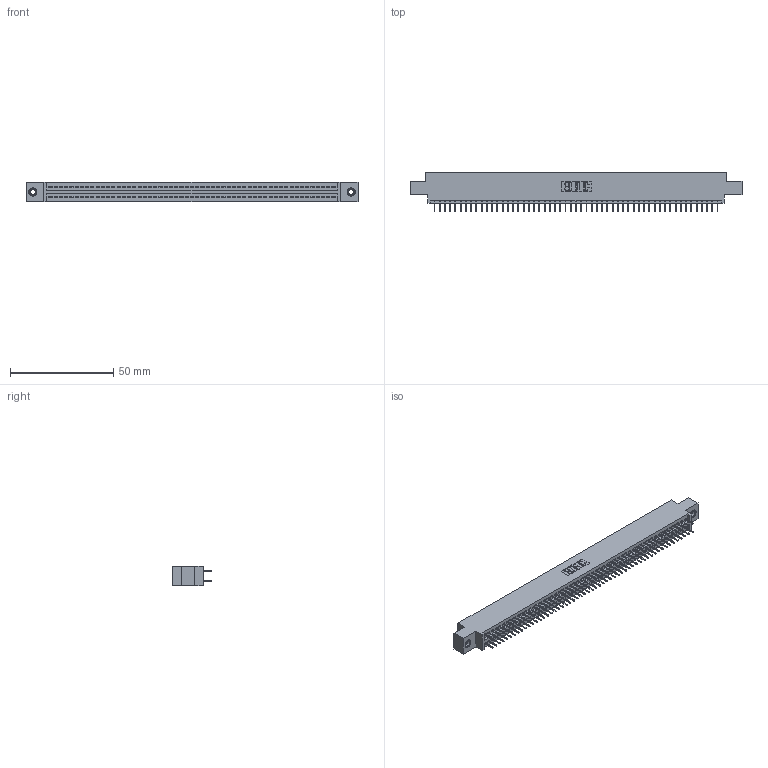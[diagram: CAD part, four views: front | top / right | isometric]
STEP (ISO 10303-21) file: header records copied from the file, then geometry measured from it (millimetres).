
FILE_DESCRIPTION (( 'STEP AP203' ), '1' );
FILE_NAME ('345-110-524-807.STEP', '2018-10-07T10:08:16', ( '' ), ( '' ), 'SwSTEP 2.0', 'SolidWorks 2016', '' );
FILE_SCHEMA (( 'CONFIG_CONTROL_DESIGN' ));
Length unit declared in the file: inch
Products named in the file (4): 345-250-001_345-250-005-103; 345 Part_0.170 Offset - 0.156 Dia-TI; 345-110-524-807; 345-292-001_345-293-124
Assembly tree (113 placements, depth 2):
  345-110-524-807
    345 Part_0.170 Offset - 0.156 Dia-TI
    345-292-001_345-293-124  x110
    345-250-001_345-250-005-103  x2
Bounding box: 160.91 x 19.35 x 9.4 mm (x, y, z)
Volume: 15458.2 mm3; surface area: 22833.5 mm2
Topology: 113 solids, 113 shells, 6130 faces, 17319 edges, 11098 vertices
Faces by surface type: plane 4406, cylinder 1708, cone 12, torus 4
Entity records: 42796 total; most frequent: CARTESIAN_POINT 7143, ORIENTED_EDGE 7070, DIRECTION 6309, EDGE_CURVE 3535, VECTOR 3167, LINE 3167, VERTEX_POINT 2348, AXIS2_PLACEMENT_3D 1571
